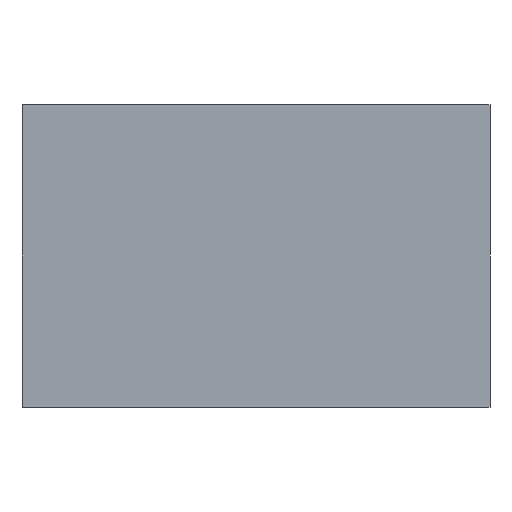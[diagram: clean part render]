
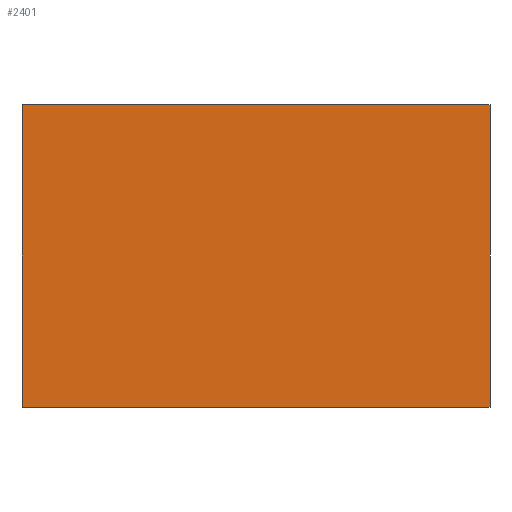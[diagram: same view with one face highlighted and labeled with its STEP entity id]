
A CAD part, front view. The second image highlights one B-rep face of the part: STEP entity #2401.
In plain terms, the highlighted planar face has unit normal (0, -1, 0).
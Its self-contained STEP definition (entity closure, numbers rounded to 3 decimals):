
#537 = VERTEX_POINT('',#538);
#538 = CARTESIAN_POINT('',(0.,0.,727.));
#544 = EDGE_CURVE('',#537,#545,#547,.T.);
#545 = VERTEX_POINT('',#546);
#546 = CARTESIAN_POINT('',(170.,0.,727.));
#547 = LINE('',#548,#549);
#548 = CARTESIAN_POINT('',(0.,0.,727.));
#549 = VECTOR('',#550,1.);
#550 = DIRECTION('',(1.,0.,0.));
#996 = VERTEX_POINT('',#997);
#997 = CARTESIAN_POINT('',(0.,0.,617.));
#1003 = EDGE_CURVE('',#996,#1004,#1006,.T.);
#1004 = VERTEX_POINT('',#1005);
#1005 = CARTESIAN_POINT('',(170.,0.,617.));
#1006 = LINE('',#1007,#1008);
#1007 = CARTESIAN_POINT('',(0.,0.,617.));
#1008 = VECTOR('',#1009,1.);
#1009 = DIRECTION('',(1.,0.,0.));
#2169 = EDGE_CURVE('',#537,#996,#2170,.T.);
#2170 = LINE('',#2171,#2172);
#2171 = CARTESIAN_POINT('',(0.,0.,727.));
#2172 = VECTOR('',#2173,1.);
#2173 = DIRECTION('',(0.,0.,-1.));
#2401 = ADVANCED_FACE('',(#2402),#2413,.T.);
#2402 = FACE_BOUND('',#2403,.T.);
#2403 = EDGE_LOOP('',(#2404,#2405,#2406,#2412));
#2404 = ORIENTED_EDGE('',*,*,#2169,.T.);
#2405 = ORIENTED_EDGE('',*,*,#1003,.T.);
#2406 = ORIENTED_EDGE('',*,*,#2407,.F.);
#2407 = EDGE_CURVE('',#545,#1004,#2408,.T.);
#2408 = LINE('',#2409,#2410);
#2409 = CARTESIAN_POINT('',(170.,0.,727.));
#2410 = VECTOR('',#2411,1.);
#2411 = DIRECTION('',(0.,0.,-1.));
#2412 = ORIENTED_EDGE('',*,*,#544,.F.);
#2413 = PLANE('',#2414);
#2414 = AXIS2_PLACEMENT_3D('',#2415,#2416,#2417);
#2415 = CARTESIAN_POINT('',(0.,0.,727.));
#2416 = DIRECTION('',(0.,-1.,0.));
#2417 = DIRECTION('',(1.,0.,0.));
